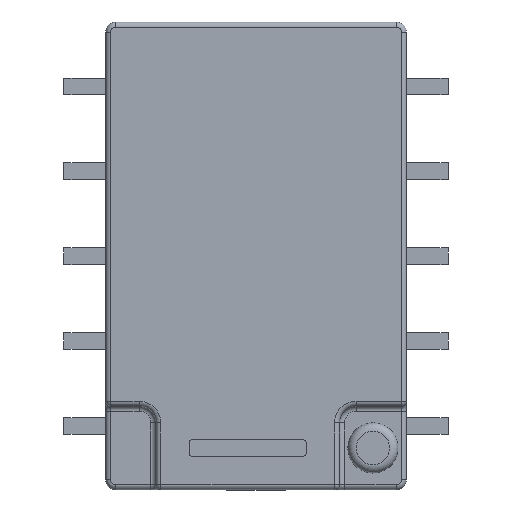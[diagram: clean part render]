
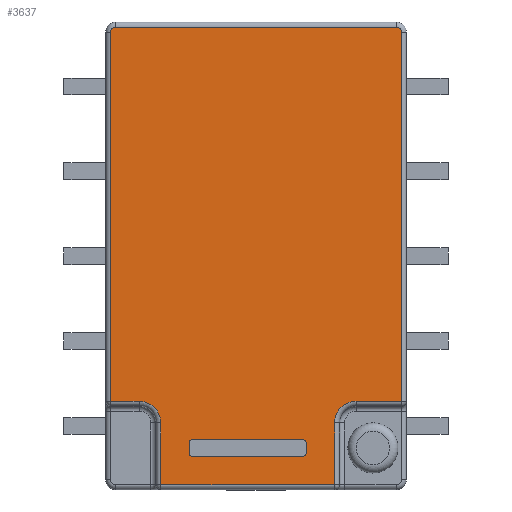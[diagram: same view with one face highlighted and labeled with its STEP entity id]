
A CAD part, top view. The second image highlights one B-rep face of the part: STEP entity #3637.
In plain terms, the highlighted planar face has unit normal (0, 0, 1).
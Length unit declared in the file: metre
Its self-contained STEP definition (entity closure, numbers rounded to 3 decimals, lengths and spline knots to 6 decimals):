
#126=CIRCLE('',#3972,0.00015);
#127=CIRCLE('',#3973,0.00015);
#128=CIRCLE('',#3974,0.00065);
#129=CIRCLE('',#3975,0.00065);
#130=CIRCLE('',#3976,0.0001);
#131=CIRCLE('',#3977,0.0001);
#132=CIRCLE('',#3978,0.0001);
#133=CIRCLE('',#3979,0.0001);
#800=ORIENTED_EDGE('',*,*,#1620,.F.);
#801=ORIENTED_EDGE('',*,*,#1621,.T.);
#802=ORIENTED_EDGE('',*,*,#1622,.F.);
#803=ORIENTED_EDGE('',*,*,#1623,.T.);
#804=ORIENTED_EDGE('',*,*,#1624,.T.);
#805=ORIENTED_EDGE('',*,*,#1625,.T.);
#806=ORIENTED_EDGE('',*,*,#1626,.T.);
#807=ORIENTED_EDGE('',*,*,#1627,.T.);
#808=ORIENTED_EDGE('',*,*,#1628,.T.);
#809=ORIENTED_EDGE('',*,*,#1629,.T.);
#810=ORIENTED_EDGE('',*,*,#1630,.T.);
#811=ORIENTED_EDGE('',*,*,#1631,.T.);
#812=ORIENTED_EDGE('',*,*,#1632,.F.);
#813=ORIENTED_EDGE('',*,*,#1633,.T.);
#814=ORIENTED_EDGE('',*,*,#1634,.F.);
#815=ORIENTED_EDGE('',*,*,#1635,.T.);
#816=ORIENTED_EDGE('',*,*,#1636,.F.);
#817=ORIENTED_EDGE('',*,*,#1637,.F.);
#818=ORIENTED_EDGE('',*,*,#1638,.F.);
#819=ORIENTED_EDGE('',*,*,#1639,.F.);
#1620=EDGE_CURVE('',#2070,#2071,#126,.F.);
#1621=EDGE_CURVE('',#2070,#2072,#2456,.T.);
#1622=EDGE_CURVE('',#2073,#2072,#127,.F.);
#1623=EDGE_CURVE('',#2073,#2074,#2457,.T.);
#1624=EDGE_CURVE('',#2074,#2075,#2458,.F.);
#1625=EDGE_CURVE('',#2075,#2076,#128,.F.);
#1626=EDGE_CURVE('',#2076,#2077,#2459,.F.);
#1627=EDGE_CURVE('',#2077,#2078,#2460,.F.);
#1628=EDGE_CURVE('',#2078,#2079,#2461,.T.);
#1629=EDGE_CURVE('',#2079,#2080,#129,.F.);
#1630=EDGE_CURVE('',#2080,#2081,#2462,.T.);
#1631=EDGE_CURVE('',#2081,#2071,#2463,.F.);
#1632=EDGE_CURVE('',#2082,#2083,#130,.T.);
#1633=EDGE_CURVE('',#2082,#2084,#2464,.T.);
#1634=EDGE_CURVE('',#2085,#2084,#131,.T.);
#1635=EDGE_CURVE('',#2085,#2086,#2465,.T.);
#1636=EDGE_CURVE('',#2087,#2086,#132,.T.);
#1637=EDGE_CURVE('',#2088,#2087,#2466,.T.);
#1638=EDGE_CURVE('',#2089,#2088,#133,.T.);
#1639=EDGE_CURVE('',#2083,#2089,#2467,.T.);
#2070=VERTEX_POINT('',#5816);
#2071=VERTEX_POINT('',#5817);
#2072=VERTEX_POINT('',#5819);
#2073=VERTEX_POINT('',#5821);
#2074=VERTEX_POINT('',#5823);
#2075=VERTEX_POINT('',#5825);
#2076=VERTEX_POINT('',#5827);
#2077=VERTEX_POINT('',#5829);
#2078=VERTEX_POINT('',#5831);
#2079=VERTEX_POINT('',#5833);
#2080=VERTEX_POINT('',#5835);
#2081=VERTEX_POINT('',#5837);
#2082=VERTEX_POINT('',#5840);
#2083=VERTEX_POINT('',#5841);
#2084=VERTEX_POINT('',#5843);
#2085=VERTEX_POINT('',#5845);
#2086=VERTEX_POINT('',#5847);
#2087=VERTEX_POINT('',#5849);
#2088=VERTEX_POINT('',#5851);
#2089=VERTEX_POINT('',#5853);
#2456=LINE('',#5818,#2828);
#2457=LINE('',#5822,#2829);
#2458=LINE('',#5824,#2830);
#2459=LINE('',#5828,#2831);
#2460=LINE('',#5830,#2832);
#2461=LINE('',#5832,#2833);
#2462=LINE('',#5836,#2834);
#2463=LINE('',#5838,#2835);
#2464=LINE('',#5842,#2836);
#2465=LINE('',#5846,#2837);
#2466=LINE('',#5850,#2838);
#2467=LINE('',#5854,#2839);
#2828=VECTOR('',#4676,1.);
#2829=VECTOR('',#4679,1.);
#2830=VECTOR('',#4680,1.);
#2831=VECTOR('',#4683,1.);
#2832=VECTOR('',#4684,1.);
#2833=VECTOR('',#4685,1.);
#2834=VECTOR('',#4688,1.);
#2835=VECTOR('',#4689,1.);
#2836=VECTOR('',#4692,1.);
#2837=VECTOR('',#4695,1.);
#2838=VECTOR('',#4698,1.);
#2839=VECTOR('',#4701,1.);
#3102=EDGE_LOOP('',(#800,#801,#802,#803,#804,#805,#806,#807,#808,#809,#810,
#811));
#3103=EDGE_LOOP('',(#812,#813,#814,#815,#816,#817,#818,#819));
#3326=FACE_BOUND('',#3102,.T.);
#3327=FACE_BOUND('',#3103,.T.);
#3510=PLANE('',#3971);
#3637=ADVANCED_FACE('',(#3326,#3327),#3510,.T.);
#3971=AXIS2_PLACEMENT_3D('',#5814,#4672,#4673);
#3972=AXIS2_PLACEMENT_3D('',#5815,#4674,#4675);
#3973=AXIS2_PLACEMENT_3D('',#5820,#4677,#4678);
#3974=AXIS2_PLACEMENT_3D('',#5826,#4681,#4682);
#3975=AXIS2_PLACEMENT_3D('',#5834,#4686,#4687);
#3976=AXIS2_PLACEMENT_3D('',#5839,#4690,#4691);
#3977=AXIS2_PLACEMENT_3D('',#5844,#4693,#4694);
#3978=AXIS2_PLACEMENT_3D('',#5848,#4696,#4697);
#3979=AXIS2_PLACEMENT_3D('',#5852,#4699,#4700);
#4672=DIRECTION('',(0.,0.,1.));
#4673=DIRECTION('',(1.,0.,0.));
#4674=DIRECTION('',(0.,0.,1.));
#4675=DIRECTION('',(1.,0.,0.));
#4676=DIRECTION('',(-1.,0.,0.));
#4677=DIRECTION('',(0.,0.,1.));
#4678=DIRECTION('',(1.,0.,0.));
#4679=DIRECTION('',(0.,-1.,0.));
#4680=DIRECTION('',(-1.,0.,0.));
#4681=DIRECTION('',(0.,0.,1.));
#4682=DIRECTION('',(1.,0.,0.));
#4683=DIRECTION('',(0.,1.,0.));
#4684=DIRECTION('',(-1.,0.,0.));
#4685=DIRECTION('',(0.,1.,0.));
#4686=DIRECTION('',(0.,0.,1.));
#4687=DIRECTION('',(1.,0.,0.));
#4688=DIRECTION('',(1.,0.,0.));
#4689=DIRECTION('',(0.,-1.,0.));
#4690=DIRECTION('',(0.,0.,1.));
#4691=DIRECTION('',(1.,0.,0.));
#4692=DIRECTION('',(0.,1.,0.));
#4693=DIRECTION('',(0.,0.,1.));
#4694=DIRECTION('',(1.,0.,0.));
#4695=DIRECTION('',(1.,0.,0.));
#4696=DIRECTION('',(0.,0.,1.));
#4697=DIRECTION('',(1.,0.,0.));
#4698=DIRECTION('',(0.,1.,0.));
#4699=DIRECTION('',(0.,0.,1.));
#4700=DIRECTION('',(1.,0.,0.));
#4701=DIRECTION('',(1.,0.,0.));
#5814=CARTESIAN_POINT('',(0.,0.,0.0049));
#5815=CARTESIAN_POINT('',(0.0042,0.0067,0.0049));
#5816=CARTESIAN_POINT('',(0.0042,0.00685,0.0049));
#5817=CARTESIAN_POINT('',(0.00435,0.0067,0.0049));
#5818=CARTESIAN_POINT('',(-0.0045,0.00685,0.0049));
#5819=CARTESIAN_POINT('',(-0.0042,0.00685,0.0049));
#5820=CARTESIAN_POINT('',(-0.0042,0.0067,0.0049));
#5821=CARTESIAN_POINT('',(-0.00435,0.0067,0.0049));
#5822=CARTESIAN_POINT('',(-0.00435,-0.0045,0.0049));
#5823=CARTESIAN_POINT('',(-0.00435,-0.00435,0.0049));
#5824=CARTESIAN_POINT('',(-0.0035,-0.00435,0.0049));
#5825=CARTESIAN_POINT('',(-0.0035,-0.00435,0.0049));
#5826=CARTESIAN_POINT('',(-0.0035,-0.005,0.0049));
#5827=CARTESIAN_POINT('',(-0.00285,-0.005,0.0049));
#5828=CARTESIAN_POINT('',(-0.00285,-0.007,0.0049));
#5829=CARTESIAN_POINT('',(-0.00285,-0.00685,0.0049));
#5830=CARTESIAN_POINT('',(0.,-0.00685,0.0049));
#5831=CARTESIAN_POINT('',(0.00235,-0.00685,0.0049));
#5832=CARTESIAN_POINT('',(0.00235,0.,0.0049));
#5833=CARTESIAN_POINT('',(0.00235,-0.005,0.0049));
#5834=CARTESIAN_POINT('',(0.003,-0.005,0.0049));
#5835=CARTESIAN_POINT('',(0.003,-0.00435,0.0049));
#5836=CARTESIAN_POINT('',(0.,-0.00435,0.0049));
#5837=CARTESIAN_POINT('',(0.00435,-0.00435,0.0049));
#5838=CARTESIAN_POINT('',(0.00435,0.,0.0049));
#5839=CARTESIAN_POINT('',(-0.0019,-0.0059,0.0049));
#5840=CARTESIAN_POINT('',(-0.002,-0.0059,0.0049));
#5841=CARTESIAN_POINT('',(-0.0019,-0.006,0.0049));
#5842=CARTESIAN_POINT('',(-0.002,-0.00575,0.0049));
#5843=CARTESIAN_POINT('',(-0.002,-0.0056,0.0049));
#5844=CARTESIAN_POINT('',(-0.0019,-0.0056,0.0049));
#5845=CARTESIAN_POINT('',(-0.0019,-0.0055,0.0049));
#5846=CARTESIAN_POINT('',(-0.00025,-0.0055,0.0049));
#5847=CARTESIAN_POINT('',(0.0014,-0.0055,0.0049));
#5848=CARTESIAN_POINT('',(0.0014,-0.0056,0.0049));
#5849=CARTESIAN_POINT('',(0.0015,-0.0056,0.0049));
#5850=CARTESIAN_POINT('',(0.0015,-0.00575,0.0049));
#5851=CARTESIAN_POINT('',(0.0015,-0.0059,0.0049));
#5852=CARTESIAN_POINT('',(0.0014,-0.0059,0.0049));
#5853=CARTESIAN_POINT('',(0.0014,-0.006,0.0049));
#5854=CARTESIAN_POINT('',(-0.00025,-0.006,0.0049));
